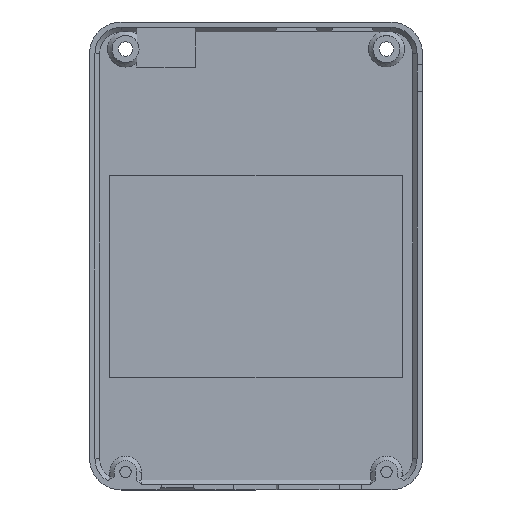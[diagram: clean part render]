
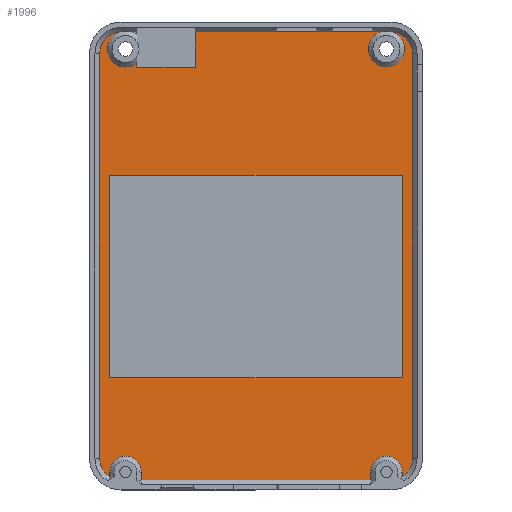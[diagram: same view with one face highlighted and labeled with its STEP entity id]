
A CAD part, top view. The second image highlights one B-rep face of the part: STEP entity #1996.
In plain terms, the highlighted planar face has unit normal (0, 0, 1).
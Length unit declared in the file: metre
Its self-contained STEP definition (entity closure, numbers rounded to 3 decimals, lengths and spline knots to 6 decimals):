
#89=LINE('',#2985,#302);
#90=LINE('',#2992,#303);
#91=LINE('',#2996,#304);
#92=LINE('',#3000,#305);
#93=LINE('',#3002,#306);
#94=LINE('',#3004,#307);
#95=LINE('',#3008,#308);
#96=LINE('',#3012,#309);
#97=LINE('',#3018,#310);
#98=LINE('',#3020,#311);
#99=LINE('',#3022,#312);
#100=LINE('',#3023,#313);
#101=LINE('',#3026,#314);
#102=LINE('',#3028,#315);
#103=LINE('',#3030,#316);
#302=VECTOR('',#2360,1.);
#303=VECTOR('',#2365,1.);
#304=VECTOR('',#2368,1.);
#305=VECTOR('',#2371,1.);
#306=VECTOR('',#2372,1.);
#307=VECTOR('',#2373,1.);
#308=VECTOR('',#2376,1.);
#309=VECTOR('',#2379,1.);
#310=VECTOR('',#2384,1.);
#311=VECTOR('',#2385,1.);
#312=VECTOR('',#2386,1.);
#313=VECTOR('',#2387,1.);
#314=VECTOR('',#2388,1.);
#315=VECTOR('',#2389,1.);
#316=VECTOR('',#2390,1.);
#520=ORIENTED_EDGE('',*,*,#1113,.F.);
#521=ORIENTED_EDGE('',*,*,#1114,.T.);
#522=ORIENTED_EDGE('',*,*,#1115,.T.);
#523=ORIENTED_EDGE('',*,*,#1116,.T.);
#524=ORIENTED_EDGE('',*,*,#1117,.T.);
#525=ORIENTED_EDGE('',*,*,#1118,.T.);
#526=ORIENTED_EDGE('',*,*,#1119,.T.);
#527=ORIENTED_EDGE('',*,*,#1120,.T.);
#528=ORIENTED_EDGE('',*,*,#1121,.T.);
#529=ORIENTED_EDGE('',*,*,#1122,.T.);
#530=ORIENTED_EDGE('',*,*,#1123,.T.);
#531=ORIENTED_EDGE('',*,*,#1124,.T.);
#532=ORIENTED_EDGE('',*,*,#1125,.T.);
#533=ORIENTED_EDGE('',*,*,#1126,.T.);
#534=ORIENTED_EDGE('',*,*,#1127,.T.);
#535=ORIENTED_EDGE('',*,*,#1128,.T.);
#536=ORIENTED_EDGE('',*,*,#1129,.T.);
#537=ORIENTED_EDGE('',*,*,#1130,.T.);
#538=ORIENTED_EDGE('',*,*,#1131,.T.);
#539=ORIENTED_EDGE('',*,*,#1132,.F.);
#540=ORIENTED_EDGE('',*,*,#1133,.T.);
#541=ORIENTED_EDGE('',*,*,#1134,.T.);
#542=ORIENTED_EDGE('',*,*,#1135,.F.);
#1113=EDGE_CURVE('',#1409,#1410,#89,.T.);
#1114=EDGE_CURVE('',#1409,#1411,#1576,.F.);
#1115=EDGE_CURVE('',#1411,#1412,#1577,.T.);
#1116=EDGE_CURVE('',#1412,#1413,#90,.T.);
#1117=EDGE_CURVE('',#1413,#1414,#1578,.T.);
#1118=EDGE_CURVE('',#1414,#1415,#91,.T.);
#1119=EDGE_CURVE('',#1415,#1416,#1579,.F.);
#1120=EDGE_CURVE('',#1416,#1417,#92,.T.);
#1121=EDGE_CURVE('',#1417,#1418,#93,.T.);
#1122=EDGE_CURVE('',#1418,#1419,#94,.T.);
#1123=EDGE_CURVE('',#1419,#1420,#1580,.F.);
#1124=EDGE_CURVE('',#1420,#1421,#95,.T.);
#1125=EDGE_CURVE('',#1421,#1422,#1581,.T.);
#1126=EDGE_CURVE('',#1422,#1423,#96,.T.);
#1127=EDGE_CURVE('',#1423,#1424,#1582,.T.);
#1128=EDGE_CURVE('',#1424,#1425,#1583,.F.);
#1129=EDGE_CURVE('',#1425,#1426,#97,.T.);
#1130=EDGE_CURVE('',#1426,#1427,#98,.T.);
#1131=EDGE_CURVE('',#1427,#1410,#99,.T.);
#1132=EDGE_CURVE('',#1428,#1429,#100,.T.);
#1133=EDGE_CURVE('',#1428,#1430,#101,.T.);
#1134=EDGE_CURVE('',#1430,#1431,#102,.T.);
#1135=EDGE_CURVE('',#1429,#1431,#103,.T.);
#1409=VERTEX_POINT('',#2986);
#1410=VERTEX_POINT('',#2987);
#1411=VERTEX_POINT('',#2989);
#1412=VERTEX_POINT('',#2991);
#1413=VERTEX_POINT('',#2993);
#1414=VERTEX_POINT('',#2995);
#1415=VERTEX_POINT('',#2997);
#1416=VERTEX_POINT('',#2999);
#1417=VERTEX_POINT('',#3001);
#1418=VERTEX_POINT('',#3003);
#1419=VERTEX_POINT('',#3005);
#1420=VERTEX_POINT('',#3007);
#1421=VERTEX_POINT('',#3009);
#1422=VERTEX_POINT('',#3011);
#1423=VERTEX_POINT('',#3013);
#1424=VERTEX_POINT('',#3015);
#1425=VERTEX_POINT('',#3017);
#1426=VERTEX_POINT('',#3019);
#1427=VERTEX_POINT('',#3021);
#1428=VERTEX_POINT('',#3024);
#1429=VERTEX_POINT('',#3025);
#1430=VERTEX_POINT('',#3027);
#1431=VERTEX_POINT('',#3029);
#1576=CIRCLE('',#2130,0.004);
#1577=CIRCLE('',#2131,0.0048);
#1578=CIRCLE('',#2132,0.0048);
#1579=CIRCLE('',#2133,0.0035);
#1580=CIRCLE('',#2134,0.0035);
#1581=CIRCLE('',#2135,0.0048);
#1582=CIRCLE('',#2136,0.0048);
#1583=CIRCLE('',#2137,0.004);
#1651=EDGE_LOOP('',(#520,#521,#522,#523,#524,#525,#526,#527,#528,#529,#530,
#531,#532,#533,#534,#535,#536,#537,#538));
#1652=EDGE_LOOP('',(#539,#540,#541,#542));
#1787=FACE_BOUND('',#1651,.T.);
#1788=FACE_BOUND('',#1652,.T.);
#1922=PLANE('',#2129);
#1996=ADVANCED_FACE('',(#1787,#1788),#1922,.T.);
#2129=AXIS2_PLACEMENT_3D('',#2984,#2358,#2359);
#2130=AXIS2_PLACEMENT_3D('',#2988,#2361,#2362);
#2131=AXIS2_PLACEMENT_3D('',#2990,#2363,#2364);
#2132=AXIS2_PLACEMENT_3D('',#2994,#2366,#2367);
#2133=AXIS2_PLACEMENT_3D('',#2998,#2369,#2370);
#2134=AXIS2_PLACEMENT_3D('',#3006,#2374,#2375);
#2135=AXIS2_PLACEMENT_3D('',#3010,#2377,#2378);
#2136=AXIS2_PLACEMENT_3D('',#3014,#2380,#2381);
#2137=AXIS2_PLACEMENT_3D('',#3016,#2382,#2383);
#2358=DIRECTION('',(0.,0.,1.));
#2359=DIRECTION('',(1.,0.,0.));
#2360=DIRECTION('',(0.,-1.,0.));
#2361=DIRECTION('',(0.,0.,1.));
#2362=DIRECTION('',(1.,0.,0.));
#2363=DIRECTION('',(0.,0.,1.));
#2364=DIRECTION('',(1.,0.,0.));
#2365=DIRECTION('',(0.,-1.,0.));
#2366=DIRECTION('',(0.,0.,1.));
#2367=DIRECTION('',(1.,0.,0.));
#2368=DIRECTION('',(0.,1.,0.));
#2369=DIRECTION('',(0.,0.,1.));
#2370=DIRECTION('',(1.,0.,0.));
#2371=DIRECTION('',(0.,-1.,0.));
#2372=DIRECTION('',(1.,0.,0.));
#2373=DIRECTION('',(0.,1.,0.));
#2374=DIRECTION('',(0.,0.,1.));
#2375=DIRECTION('',(1.,0.,0.));
#2376=DIRECTION('',(0.,-1.,0.));
#2377=DIRECTION('',(0.,0.,1.));
#2378=DIRECTION('',(1.,0.,0.));
#2379=DIRECTION('',(0.,1.,0.));
#2380=DIRECTION('',(0.,0.,1.));
#2381=DIRECTION('',(1.,0.,0.));
#2382=DIRECTION('',(0.,0.,1.));
#2383=DIRECTION('',(1.,0.,0.));
#2384=DIRECTION('',(-1.,0.,0.));
#2385=DIRECTION('',(0.,-1.,0.));
#2386=DIRECTION('',(-1.,0.,0.));
#2387=DIRECTION('',(1.,0.,0.));
#2388=DIRECTION('',(0.,1.,0.));
#2389=DIRECTION('',(1.,0.,0.));
#2390=DIRECTION('',(0.,1.,0.));
#2984=CARTESIAN_POINT('',(-0.037,0.052,-0.008));
#2985=CARTESIAN_POINT('',(-0.0635,0.052,-0.008));
#2986=CARTESIAN_POINT('',(-0.0635,0.094878,-0.008));
#2987=CARTESIAN_POINT('',(-0.0635,0.094,-0.008));
#2988=CARTESIAN_POINT('',(-0.066,0.098,-0.008));
#2989=CARTESIAN_POINT('',(-0.067272,0.101792,-0.008));
#2990=CARTESIAN_POINT('',(-0.067,0.097,-0.008));
#2991=CARTESIAN_POINT('',(-0.0718,0.097,-0.008));
#2992=CARTESIAN_POINT('',(-0.0718,0.007,-0.008));
#2993=CARTESIAN_POINT('',(-0.0718,0.007,-0.008));
#2994=CARTESIAN_POINT('',(-0.067,0.007,-0.008));
#2995=CARTESIAN_POINT('',(-0.0695,0.002902,-0.008));
#2996=CARTESIAN_POINT('',(-0.0695,0.004,-0.008));
#2997=CARTESIAN_POINT('',(-0.0695,0.004,-0.008));
#2998=CARTESIAN_POINT('',(-0.066,0.004,-0.008));
#2999=CARTESIAN_POINT('',(-0.0625,0.004,-0.008));
#3000=CARTESIAN_POINT('',(-0.0625,0.052,-0.008));
#3001=CARTESIAN_POINT('',(-0.0625,0.0022,-0.008));
#3002=CARTESIAN_POINT('',(-0.0105,0.0022,-0.008));
#3003=CARTESIAN_POINT('',(-0.0115,0.0022,-0.008));
#3004=CARTESIAN_POINT('',(-0.0115,0.004,-0.008));
#3005=CARTESIAN_POINT('',(-0.0115,0.004,-0.008));
#3006=CARTESIAN_POINT('',(-0.008,0.004,-0.008));
#3007=CARTESIAN_POINT('',(-0.0045,0.004,-0.008));
#3008=CARTESIAN_POINT('',(-0.0045,0.052,-0.008));
#3009=CARTESIAN_POINT('',(-0.0045,0.002902,-0.008));
#3010=CARTESIAN_POINT('',(-0.007,0.007,-0.008));
#3011=CARTESIAN_POINT('',(-0.0022,0.007,-0.008));
#3012=CARTESIAN_POINT('',(-0.0022,0.052,-0.008));
#3013=CARTESIAN_POINT('',(-0.0022,0.097,-0.008));
#3014=CARTESIAN_POINT('',(-0.007,0.097,-0.008));
#3015=CARTESIAN_POINT('',(-0.006728,0.101792,-0.008));
#3016=CARTESIAN_POINT('',(-0.008,0.098,-0.008));
#3017=CARTESIAN_POINT('',(-0.009249,0.1018,-0.008));
#3018=CARTESIAN_POINT('',(-0.037,0.1018,-0.008));
#3019=CARTESIAN_POINT('',(-0.0505,0.1018,-0.008));
#3020=CARTESIAN_POINT('',(-0.0505,0.052,-0.008));
#3021=CARTESIAN_POINT('',(-0.0505,0.094,-0.008));
#3022=CARTESIAN_POINT('',(-0.037,0.094,-0.008));
#3023=CARTESIAN_POINT('',(-0.037,0.025,-0.008));
#3024=CARTESIAN_POINT('',(-0.0695,0.025,-0.008));
#3025=CARTESIAN_POINT('',(-0.0045,0.025,-0.008));
#3026=CARTESIAN_POINT('',(-0.0695,0.0475,-0.008));
#3027=CARTESIAN_POINT('',(-0.0695,0.07,-0.008));
#3028=CARTESIAN_POINT('',(-0.037,0.07,-0.008));
#3029=CARTESIAN_POINT('',(-0.0045,0.07,-0.008));
#3030=CARTESIAN_POINT('',(-0.0045,0.0475,-0.008));
